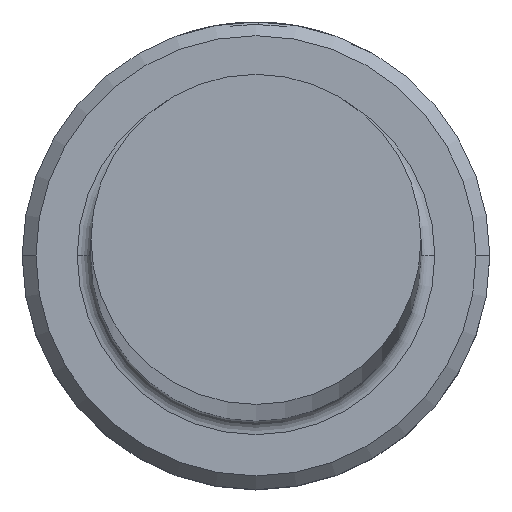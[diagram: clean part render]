
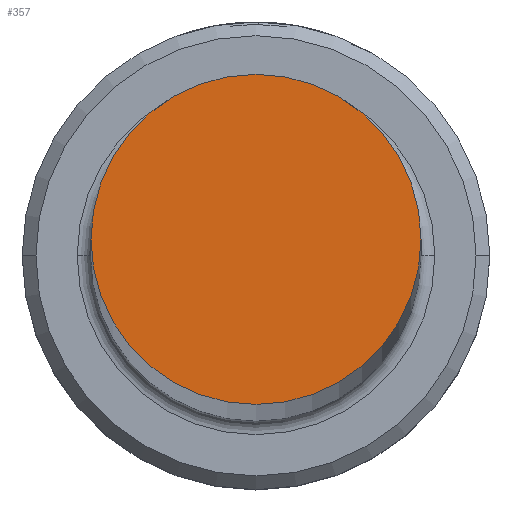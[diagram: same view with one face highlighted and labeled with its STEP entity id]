
A CAD part, top view. The second image highlights one B-rep face of the part: STEP entity #357.
In plain terms, the highlighted planar face has unit normal (0, 0, 1).
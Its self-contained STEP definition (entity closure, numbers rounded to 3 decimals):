
#8 = CARTESIAN_POINT ( 'NONE',  ( 0., 0., 350. ) ) ;
#32 = AXIS2_PLACEMENT_3D ( 'NONE', #724, #171, #819 ) ;
#113 = AXIS2_PLACEMENT_3D ( 'NONE', #8, #953, #407 ) ;
#117 = FACE_OUTER_BOUND ( 'NONE', #363, .T. ) ;
#149 = EDGE_CURVE ( 'NONE', #338, #383, #242, .T. ) ;
#171 = DIRECTION ( 'NONE',  ( 0., 0., 1. ) ) ;
#242 = CIRCLE ( 'NONE', #391, 6. ) ;
#315 = CIRCLE ( 'NONE', #32, 6. ) ;
#338 = VERTEX_POINT ( 'NONE', #1137 ) ;
#357 = ADVANCED_FACE ( 'NONE', ( #117 ), #767, .T. ) ;
#363 = EDGE_LOOP ( 'NONE', ( #1081, #694 ) ) ;
#383 = VERTEX_POINT ( 'NONE', #1131 ) ;
#391 = AXIS2_PLACEMENT_3D ( 'NONE', #570, #491, #488 ) ;
#407 = DIRECTION ( 'NONE',  ( 1., 0., 0. ) ) ;
#488 = DIRECTION ( 'NONE',  ( 1., 0., 0. ) ) ;
#491 = DIRECTION ( 'NONE',  ( 0., 0., 1. ) ) ;
#570 = CARTESIAN_POINT ( 'NONE',  ( 0., 0., 350. ) ) ;
#694 = ORIENTED_EDGE ( 'NONE', *, *, #946, .T. ) ;
#724 = CARTESIAN_POINT ( 'NONE',  ( 0., 0., 350. ) ) ;
#767 = PLANE ( 'NONE',  #113 ) ;
#819 = DIRECTION ( 'NONE',  ( 1., 0., 0. ) ) ;
#946 = EDGE_CURVE ( 'NONE', #383, #338, #315, .T. ) ;
#953 = DIRECTION ( 'NONE',  ( 0., 0., 1. ) ) ;
#1081 = ORIENTED_EDGE ( 'NONE', *, *, #149, .T. ) ;
#1131 = CARTESIAN_POINT ( 'NONE',  ( 6., 0., 350. ) ) ;
#1137 = CARTESIAN_POINT ( 'NONE',  ( -6., 0., 350. ) ) ;
